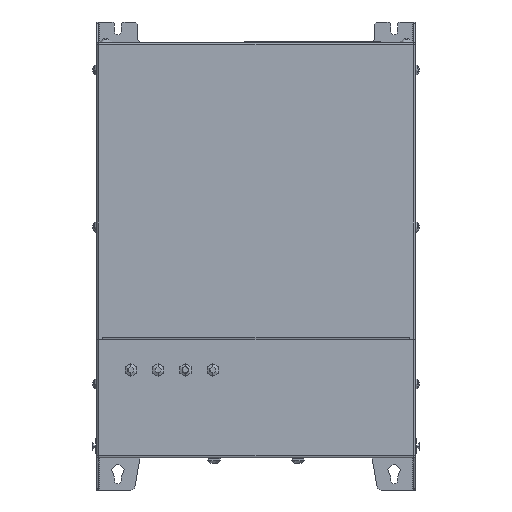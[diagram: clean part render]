
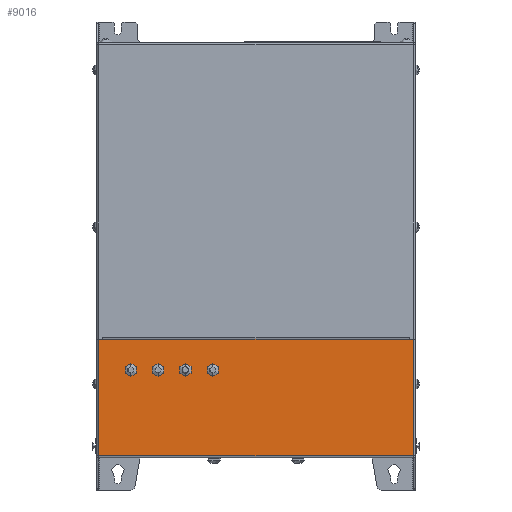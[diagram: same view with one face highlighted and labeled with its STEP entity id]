
A CAD part, front view. The second image highlights one B-rep face of the part: STEP entity #9016.
In plain terms, the highlighted planar face has unit normal (0, 1, 0).
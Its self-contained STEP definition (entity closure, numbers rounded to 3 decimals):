
#888 = VERTEX_POINT ( 'NONE', #172299 ) ;
#2788 = EDGE_CURVE ( 'NONE', #888, #26097, #148666, .T. ) ;
#3215 = ORIENTED_EDGE ( 'NONE', *, *, #30009, .F. ) ;
#4698 = VERTEX_POINT ( 'NONE', #210187 ) ;
#5467 = VECTOR ( 'NONE', #120680, 1000. ) ;
#7985 = EDGE_CURVE ( 'NONE', #84626, #87575, #59972, .T. ) ;
#9016 = ADVANCED_FACE ( 'NONE', ( #128437, #41929, #225834, #182902, #85185 ), #173607, .F. ) ;
#13673 = VECTOR ( 'NONE', #150885, 1000. ) ;
#14384 = CARTESIAN_POINT ( 'NONE',  ( 301.457, 1198.606, -243.9 ) ) ;
#14402 = EDGE_CURVE ( 'NONE', #26097, #888, #179494, .T. ) ;
#14644 = VECTOR ( 'NONE', #186887, 1000. ) ;
#15030 = CARTESIAN_POINT ( 'NONE',  ( 257.957, 1198.606, -302.5 ) ) ;
#16278 = CARTESIAN_POINT ( 'NONE',  ( 488.457, 1198.606, -302.5 ) ) ;
#17106 = EDGE_CURVE ( 'NONE', #113301, #141275, #25358, .T. ) ;
#17870 = VERTEX_POINT ( 'NONE', #84130 ) ;
#21792 = CARTESIAN_POINT ( 'NONE',  ( 257.957, 1198.606, -302.5 ) ) ;
#24491 = CARTESIAN_POINT ( 'NONE',  ( 301.457, 1198.606, -239.8 ) ) ;
#25358 = CIRCLE ( 'NONE', #122383, 4.1 ) ;
#26097 = VERTEX_POINT ( 'NONE', #127735 ) ;
#30009 = EDGE_CURVE ( 'NONE', #17870, #171543, #117567, .T. ) ;
#35906 = EDGE_CURVE ( 'NONE', #220732, #85426, #54308, .T. ) ;
#36420 = CARTESIAN_POINT ( 'NONE',  ( 341.457, 1198.606, -243.9 ) ) ;
#36474 = DIRECTION ( 'NONE',  ( 0., 1., 0. ) ) ;
#36980 = CARTESIAN_POINT ( 'NONE',  ( 301.457, 1198.606, -235.7 ) ) ;
#38725 = LINE ( 'NONE', #71644, #136838 ) ;
#41929 = FACE_BOUND ( 'NONE', #135947, .T. ) ;
#42282 = AXIS2_PLACEMENT_3D ( 'NONE', #206503, #134224, #219355 ) ;
#43034 = DIRECTION ( 'NONE',  ( 0., 0., -1. ) ) ;
#47925 = DIRECTION ( 'NONE',  ( 0., 1., 0. ) ) ;
#48728 = EDGE_LOOP ( 'NONE', ( #157546, #78921 ) ) ;
#54308 = LINE ( 'NONE', #120967, #5467 ) ;
#55963 = AXIS2_PLACEMENT_3D ( 'NONE', #24491, #153408, #43034 ) ;
#56651 = CARTESIAN_POINT ( 'NONE',  ( 488.457, 1198.606, -302.8 ) ) ;
#59972 = CIRCLE ( 'NONE', #176138, 4.1 ) ;
#64567 = LINE ( 'NONE', #21792, #162482 ) ;
#69602 = CARTESIAN_POINT ( 'NONE',  ( 281.457, 1198.606, -235.7 ) ) ;
#71644 = CARTESIAN_POINT ( 'NONE',  ( 373.207, 1198.606, -217.3 ) ) ;
#76413 = EDGE_CURVE ( 'NONE', #134415, #4698, #184269, .T. ) ;
#78921 = ORIENTED_EDGE ( 'NONE', *, *, #2788, .F. ) ;
#80731 = VECTOR ( 'NONE', #190546, 1000. ) ;
#82830 = EDGE_CURVE ( 'NONE', #4698, #220732, #38725, .T. ) ;
#84130 = CARTESIAN_POINT ( 'NONE',  ( 257.957, 1198.606, -302.8 ) ) ;
#84259 = AXIS2_PLACEMENT_3D ( 'NONE', #209778, #209485, #209261 ) ;
#84626 = VERTEX_POINT ( 'NONE', #176223 ) ;
#85185 = FACE_OUTER_BOUND ( 'NONE', #117297, .T. ) ;
#85426 = VERTEX_POINT ( 'NONE', #15030 ) ;
#86012 = CIRCLE ( 'NONE', #217885, 4.1 ) ;
#87575 = VERTEX_POINT ( 'NONE', #69602 ) ;
#90290 = DIRECTION ( 'NONE',  ( -1., 0., 0. ) ) ;
#95725 = DIRECTION ( 'NONE',  ( 0., 0., -1. ) ) ;
#95763 = DIRECTION ( 'NONE',  ( 0., 1., 0. ) ) ;
#95939 = CIRCLE ( 'NONE', #169349, 4.1 ) ;
#96064 = CARTESIAN_POINT ( 'NONE',  ( 281.457, 1198.606, -239.8 ) ) ;
#99112 = EDGE_LOOP ( 'NONE', ( #227716, #157232 ) ) ;
#100928 = ORIENTED_EDGE ( 'NONE', *, *, #218823, .F. ) ;
#103067 = CARTESIAN_POINT ( 'NONE',  ( 301.457, 1198.606, -239.8 ) ) ;
#105451 = EDGE_CURVE ( 'NONE', #141275, #113301, #95939, .T. ) ;
#106545 = EDGE_LOOP ( 'NONE', ( #132527, #213066 ) ) ;
#113301 = VERTEX_POINT ( 'NONE', #36420 ) ;
#113792 = ORIENTED_EDGE ( 'NONE', *, *, #82830, .F. ) ;
#116833 = ORIENTED_EDGE ( 'NONE', *, *, #119593, .F. ) ;
#116860 = CARTESIAN_POINT ( 'NONE',  ( 488.457, 1198.606, -302.8 ) ) ;
#117297 = EDGE_LOOP ( 'NONE', ( #187430, #113792, #162814, #218230, #3215, #116833 ) ) ;
#117567 = LINE ( 'NONE', #150069, #13673 ) ;
#118522 = LINE ( 'NONE', #150068, #14644 ) ;
#119593 = EDGE_CURVE ( 'NONE', #85426, #17870, #64567, .T. ) ;
#120098 = AXIS2_PLACEMENT_3D ( 'NONE', #103067, #231282, #121629 ) ;
#120680 = DIRECTION ( 'NONE',  ( 0., 0., -1. ) ) ;
#120967 = CARTESIAN_POINT ( 'NONE',  ( 257.957, 1198.606, -302.8 ) ) ;
#121629 = DIRECTION ( 'NONE',  ( 0., 0., -1. ) ) ;
#122383 = AXIS2_PLACEMENT_3D ( 'NONE', #164431, #162902, #162110 ) ;
#127735 = CARTESIAN_POINT ( 'NONE',  ( 321.457, 1198.606, -243.9 ) ) ;
#128437 = FACE_BOUND ( 'NONE', #106545, .T. ) ;
#129470 = EDGE_CURVE ( 'NONE', #206035, #199755, #153421, .T. ) ;
#132527 = ORIENTED_EDGE ( 'NONE', *, *, #17106, .F. ) ;
#134224 = DIRECTION ( 'NONE',  ( 0., -1., 0. ) ) ;
#134385 = CARTESIAN_POINT ( 'NONE',  ( 341.457, 1198.606, -235.7 ) ) ;
#134415 = VERTEX_POINT ( 'NONE', #16278 ) ;
#135947 = EDGE_LOOP ( 'NONE', ( #176971, #100928 ) ) ;
#136838 = VECTOR ( 'NONE', #90290, 1000. ) ;
#141275 = VERTEX_POINT ( 'NONE', #134385 ) ;
#143200 = EDGE_CURVE ( 'NONE', #171543, #134415, #118522, .T. ) ;
#146855 = CARTESIAN_POINT ( 'NONE',  ( 281.457, 1198.606, -239.8 ) ) ;
#148666 = CIRCLE ( 'NONE', #84259, 4.1 ) ;
#150068 = CARTESIAN_POINT ( 'NONE',  ( 488.457, 1198.606, -302.8 ) ) ;
#150069 = CARTESIAN_POINT ( 'NONE',  ( 373.207, 1198.606, -302.8 ) ) ;
#150684 = DIRECTION ( 'NONE',  ( 0., 0., -1. ) ) ;
#150875 = CARTESIAN_POINT ( 'NONE',  ( 257.957, 1198.606, -217.3 ) ) ;
#150885 = DIRECTION ( 'NONE',  ( 1., 0., 0. ) ) ;
#153408 = DIRECTION ( 'NONE',  ( 0., 1., 0. ) ) ;
#153421 = CIRCLE ( 'NONE', #55963, 4.1 ) ;
#157232 = ORIENTED_EDGE ( 'NONE', *, *, #129470, .F. ) ;
#157546 = ORIENTED_EDGE ( 'NONE', *, *, #14402, .F. ) ;
#158211 = CIRCLE ( 'NONE', #120098, 4.1 ) ;
#158316 = CARTESIAN_POINT ( 'NONE',  ( 341.457, 1198.606, -239.8 ) ) ;
#161227 = DIRECTION ( 'NONE',  ( 0., 0., -1. ) ) ;
#161824 = DIRECTION ( 'NONE',  ( 0., 1., 0. ) ) ;
#161993 = CARTESIAN_POINT ( 'NONE',  ( 321.457, 1198.606, -239.8 ) ) ;
#162110 = DIRECTION ( 'NONE',  ( 0., 0., -1. ) ) ;
#162482 = VECTOR ( 'NONE', #150684, 1000. ) ;
#162814 = ORIENTED_EDGE ( 'NONE', *, *, #76413, .F. ) ;
#162902 = DIRECTION ( 'NONE',  ( 0., 1., 0. ) ) ;
#164431 = CARTESIAN_POINT ( 'NONE',  ( 341.457, 1198.606, -239.8 ) ) ;
#165204 = DIRECTION ( 'NONE',  ( 0., 0., -1. ) ) ;
#169349 = AXIS2_PLACEMENT_3D ( 'NONE', #158316, #47925, #176604 ) ;
#171543 = VERTEX_POINT ( 'NONE', #56651 ) ;
#172299 = CARTESIAN_POINT ( 'NONE',  ( 321.457, 1198.606, -235.7 ) ) ;
#173607 = PLANE ( 'NONE',  #42282 ) ;
#176138 = AXIS2_PLACEMENT_3D ( 'NONE', #96064, #95763, #95725 ) ;
#176223 = CARTESIAN_POINT ( 'NONE',  ( 281.457, 1198.606, -243.9 ) ) ;
#176604 = DIRECTION ( 'NONE',  ( 0., 0., -1. ) ) ;
#176971 = ORIENTED_EDGE ( 'NONE', *, *, #7985, .F. ) ;
#179494 = CIRCLE ( 'NONE', #238381, 4.1 ) ;
#182902 = FACE_BOUND ( 'NONE', #48728, .T. ) ;
#184269 = LINE ( 'NONE', #116860, #80731 ) ;
#186887 = DIRECTION ( 'NONE',  ( 0., 0., 1. ) ) ;
#187430 = ORIENTED_EDGE ( 'NONE', *, *, #35906, .F. ) ;
#190546 = DIRECTION ( 'NONE',  ( 0., 0., 1. ) ) ;
#199755 = VERTEX_POINT ( 'NONE', #14384 ) ;
#206035 = VERTEX_POINT ( 'NONE', #36980 ) ;
#206503 = CARTESIAN_POINT ( 'NONE',  ( 373.207, 1198.606, -302.8 ) ) ;
#209261 = DIRECTION ( 'NONE',  ( 0., 0., -1. ) ) ;
#209485 = DIRECTION ( 'NONE',  ( 0., 1., 0. ) ) ;
#209778 = CARTESIAN_POINT ( 'NONE',  ( 321.457, 1198.606, -239.8 ) ) ;
#210187 = CARTESIAN_POINT ( 'NONE',  ( 488.457, 1198.606, -217.3 ) ) ;
#213066 = ORIENTED_EDGE ( 'NONE', *, *, #105451, .F. ) ;
#217885 = AXIS2_PLACEMENT_3D ( 'NONE', #146855, #36474, #165204 ) ;
#218230 = ORIENTED_EDGE ( 'NONE', *, *, #143200, .F. ) ;
#218823 = EDGE_CURVE ( 'NONE', #87575, #84626, #86012, .T. ) ;
#219355 = DIRECTION ( 'NONE',  ( 0., 0., -1. ) ) ;
#220732 = VERTEX_POINT ( 'NONE', #150875 ) ;
#225834 = FACE_BOUND ( 'NONE', #99112, .T. ) ;
#227716 = ORIENTED_EDGE ( 'NONE', *, *, #228358, .F. ) ;
#228358 = EDGE_CURVE ( 'NONE', #199755, #206035, #158211, .T. ) ;
#231282 = DIRECTION ( 'NONE',  ( 0., 1., 0. ) ) ;
#238381 = AXIS2_PLACEMENT_3D ( 'NONE', #161993, #161824, #161227 ) ;
